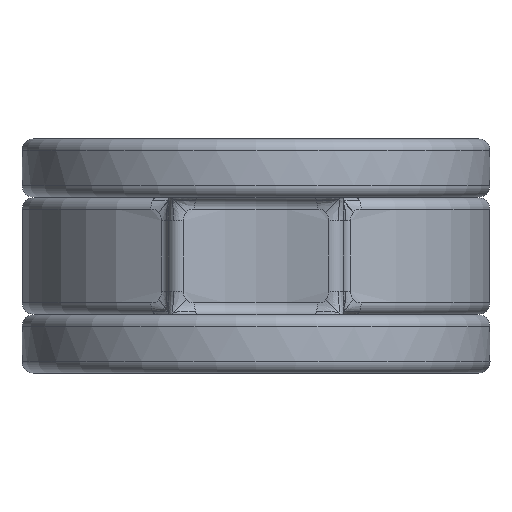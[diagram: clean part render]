
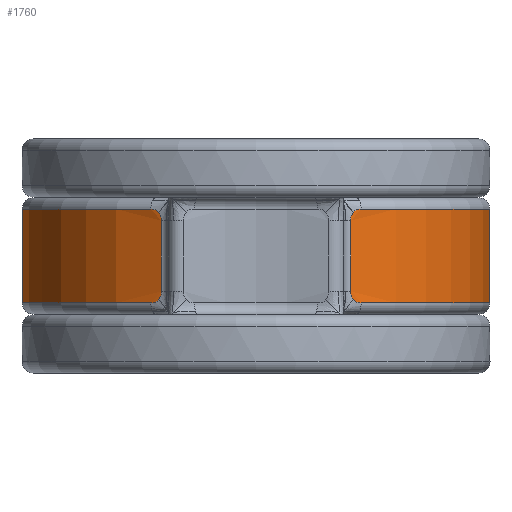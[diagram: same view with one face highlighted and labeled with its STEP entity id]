
A CAD part, left-side view. The second image highlights one B-rep face of the part: STEP entity #1760.
In plain terms, the highlighted cylindrical face has radius 40 mm (diameter 80 mm), a partial arc.
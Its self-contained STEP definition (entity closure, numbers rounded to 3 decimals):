
#66=LINE('',#8370,#98);
#70=LINE('',#8382,#102);
#98=VECTOR('',#2298,10.);
#102=VECTOR('',#2318,10.);
#120=CYLINDRICAL_SURFACE('',#1944,40.);
#232=FACE_OUTER_BOUND('',#346,.T.);
#346=EDGE_LOOP('',(#1489,#1490,#1491,#1492,#1493,#1494,#1495,#1496,#1497,
#1498,#1499,#1500));
#443=CIRCLE('',#1867,40.);
#484=CIRCLE('',#1932,40.);
#540=B_SPLINE_CURVE_WITH_KNOTS('',3,(#4928,#4929,#4930,#4931,#4932,#4933,
#4934),.UNSPECIFIED.,.F.,.F.,(4,3,4),(0.5,0.782,
1.),.UNSPECIFIED.);
#566=B_SPLINE_CURVE_WITH_KNOTS('',3,(#6219,#6220,#6221,#6222,#6223,#6224,
#6225),.UNSPECIFIED.,.F.,.F.,(4,3,4),(0.5,0.785,
1.),.UNSPECIFIED.);
#579=B_SPLINE_CURVE_WITH_KNOTS('',3,(#6913,#6914,#6915,#6916,#6917,#6918,
#6919),.UNSPECIFIED.,.F.,.F.,(4,3,4),(0.5,0.785,1.),
 .UNSPECIFIED.);
#592=B_SPLINE_CURVE_WITH_KNOTS('',3,(#7510,#7511,#7512,#7513,#7514,#7515,
#7516),.UNSPECIFIED.,.F.,.F.,(4,3,4),(0.5,0.782,
1.),.UNSPECIFIED.);
#593=B_SPLINE_CURVE_WITH_KNOTS('',3,(#7611,#7612,#7613,#7614,#7615,#7616,
#7617),.UNSPECIFIED.,.F.,.F.,(4,3,4),(0.,0.357,0.5),
 .UNSPECIFIED.);
#594=B_SPLINE_CURVE_WITH_KNOTS('',3,(#7720,#7721,#7722,#7723,#7724,#7725,
#7726),.UNSPECIFIED.,.F.,.F.,(4,3,4),(0.,0.362,0.5),
 .UNSPECIFIED.);
#595=B_SPLINE_CURVE_WITH_KNOTS('',3,(#7816,#7817,#7818,#7819,#7820,#7821,
#7822),.UNSPECIFIED.,.F.,.F.,(4,3,4),(0.,0.362,0.5),
 .UNSPECIFIED.);
#597=B_SPLINE_CURVE_WITH_KNOTS('',3,(#8017,#8018,#8019,#8020,#8021,#8022,
#8023),.UNSPECIFIED.,.F.,.F.,(4,3,4),(0.,0.357,0.5),
 .UNSPECIFIED.);
#663=VERTEX_POINT('',#4920);
#664=VERTEX_POINT('',#4927);
#695=VERTEX_POINT('',#6211);
#696=VERTEX_POINT('',#6218);
#711=VERTEX_POINT('',#6905);
#712=VERTEX_POINT('',#6912);
#727=VERTEX_POINT('',#7502);
#728=VERTEX_POINT('',#7509);
#732=VERTEX_POINT('',#7609);
#740=VERTEX_POINT('',#7718);
#741=VERTEX_POINT('',#7814);
#747=VERTEX_POINT('',#8015);
#851=EDGE_CURVE('',#663,#664,#540,.T.);
#895=EDGE_CURVE('',#695,#696,#566,.T.);
#917=EDGE_CURVE('',#711,#712,#579,.T.);
#939=EDGE_CURVE('',#727,#728,#592,.T.);
#945=EDGE_CURVE('',#732,#727,#593,.T.);
#958=EDGE_CURVE('',#740,#711,#594,.T.);
#963=EDGE_CURVE('',#728,#740,#443,.T.);
#966=EDGE_CURVE('',#741,#695,#595,.T.);
#978=EDGE_CURVE('',#747,#663,#597,.T.);
#1030=EDGE_CURVE('',#712,#747,#66,.T.);
#1032=EDGE_CURVE('',#664,#741,#484,.T.);
#1038=EDGE_CURVE('',#696,#732,#70,.T.);
#1489=ORIENTED_EDGE('',*,*,#978,.F.);
#1490=ORIENTED_EDGE('',*,*,#1030,.F.);
#1491=ORIENTED_EDGE('',*,*,#917,.F.);
#1492=ORIENTED_EDGE('',*,*,#958,.F.);
#1493=ORIENTED_EDGE('',*,*,#963,.F.);
#1494=ORIENTED_EDGE('',*,*,#939,.F.);
#1495=ORIENTED_EDGE('',*,*,#945,.F.);
#1496=ORIENTED_EDGE('',*,*,#1038,.F.);
#1497=ORIENTED_EDGE('',*,*,#895,.F.);
#1498=ORIENTED_EDGE('',*,*,#966,.F.);
#1499=ORIENTED_EDGE('',*,*,#1032,.F.);
#1500=ORIENTED_EDGE('',*,*,#851,.F.);
#1760=ADVANCED_FACE('',(#232),#120,.T.);
#1867=AXIS2_PLACEMENT_3D('',#7734,#2151,#2152);
#1932=AXIS2_PLACEMENT_3D('',#8373,#2303,#2304);
#1944=AXIS2_PLACEMENT_3D('',#8389,#2331,#2332);
#2151=DIRECTION('center_axis',(0.,0.,1.));
#2152=DIRECTION('ref_axis',(1.,0.,0.));
#2298=DIRECTION('',(0.,0.,-1.));
#2303=DIRECTION('center_axis',(0.,0.,-1.));
#2304=DIRECTION('ref_axis',(1.,0.,0.));
#2318=DIRECTION('',(0.,0.,1.));
#2331=DIRECTION('center_axis',(0.,0.,-1.));
#2332=DIRECTION('ref_axis',(-1.,0.,0.));
#4920=CARTESIAN_POINT('',(138.635,16.661,-7.484));
#4927=CARTESIAN_POINT('',(139.259,17.96,-8.));
#4928=CARTESIAN_POINT('Ctrl Pts',(138.635,16.661,-7.484));
#4929=CARTESIAN_POINT('Ctrl Pts',(138.728,16.865,-7.709));
#4930=CARTESIAN_POINT('Ctrl Pts',(138.851,17.128,-7.867));
#4931=CARTESIAN_POINT('Ctrl Pts',(138.976,17.386,-7.939));
#4932=CARTESIAN_POINT('Ctrl Pts',(139.072,17.585,-7.995));
#4933=CARTESIAN_POINT('Ctrl Pts',(139.169,17.781,-8.));
#4934=CARTESIAN_POINT('Ctrl Pts',(139.259,17.96,-8.));
#6211=CARTESIAN_POINT('',(138.635,-16.661,-7.484));
#6218=CARTESIAN_POINT('',(138.423,-16.19,-6.042));
#6219=CARTESIAN_POINT('Ctrl Pts',(138.635,-16.661,-7.484));
#6220=CARTESIAN_POINT('Ctrl Pts',(138.541,-16.455,-7.258));
#6221=CARTESIAN_POINT('Ctrl Pts',(138.476,-16.309,-6.964));
#6222=CARTESIAN_POINT('Ctrl Pts',(138.447,-16.244,-6.676));
#6223=CARTESIAN_POINT('Ctrl Pts',(138.425,-16.195,-6.457));
#6224=CARTESIAN_POINT('Ctrl Pts',(138.423,-16.19,-6.241));
#6225=CARTESIAN_POINT('Ctrl Pts',(138.423,-16.19,-6.042));
#6905=CARTESIAN_POINT('',(138.635,16.661,7.484));
#6912=CARTESIAN_POINT('',(138.423,16.19,6.042));
#6913=CARTESIAN_POINT('Ctrl Pts',(138.635,16.661,7.484));
#6914=CARTESIAN_POINT('Ctrl Pts',(138.541,16.455,7.258));
#6915=CARTESIAN_POINT('Ctrl Pts',(138.476,16.309,6.964));
#6916=CARTESIAN_POINT('Ctrl Pts',(138.447,16.244,6.676));
#6917=CARTESIAN_POINT('Ctrl Pts',(138.425,16.195,6.457));
#6918=CARTESIAN_POINT('Ctrl Pts',(138.423,16.19,6.241));
#6919=CARTESIAN_POINT('Ctrl Pts',(138.423,16.19,6.042));
#7502=CARTESIAN_POINT('',(138.635,-16.661,7.484));
#7509=CARTESIAN_POINT('',(139.259,-17.96,8.));
#7510=CARTESIAN_POINT('Ctrl Pts',(138.635,-16.661,7.484));
#7511=CARTESIAN_POINT('Ctrl Pts',(138.728,-16.865,7.709));
#7512=CARTESIAN_POINT('Ctrl Pts',(138.851,-17.128,7.867));
#7513=CARTESIAN_POINT('Ctrl Pts',(138.976,-17.386,7.939));
#7514=CARTESIAN_POINT('Ctrl Pts',(139.072,-17.585,7.995));
#7515=CARTESIAN_POINT('Ctrl Pts',(139.169,-17.781,8.));
#7516=CARTESIAN_POINT('Ctrl Pts',(139.259,-17.96,8.));
#7609=CARTESIAN_POINT('',(138.423,-16.19,6.042));
#7611=CARTESIAN_POINT('Ctrl Pts',(138.423,-16.19,6.042));
#7612=CARTESIAN_POINT('Ctrl Pts',(138.423,-16.19,6.372));
#7613=CARTESIAN_POINT('Ctrl Pts',(138.437,-16.223,6.758));
#7614=CARTESIAN_POINT('Ctrl Pts',(138.516,-16.398,7.104));
#7615=CARTESIAN_POINT('Ctrl Pts',(138.547,-16.468,7.242));
#7616=CARTESIAN_POINT('Ctrl Pts',(138.588,-16.557,7.371));
#7617=CARTESIAN_POINT('Ctrl Pts',(138.635,-16.661,7.484));
#7718=CARTESIAN_POINT('',(139.259,17.96,8.));
#7720=CARTESIAN_POINT('Ctrl Pts',(139.259,17.96,8.));
#7721=CARTESIAN_POINT('Ctrl Pts',(139.109,17.662,8.));
#7722=CARTESIAN_POINT('Ctrl Pts',(138.937,17.308,7.963));
#7723=CARTESIAN_POINT('Ctrl Pts',(138.789,16.993,7.765));
#7724=CARTESIAN_POINT('Ctrl Pts',(138.733,16.873,7.689));
#7725=CARTESIAN_POINT('Ctrl Pts',(138.681,16.761,7.594));
#7726=CARTESIAN_POINT('Ctrl Pts',(138.635,16.661,7.484));
#7734=CARTESIAN_POINT('Origin',(175.,0.,8.));
#7814=CARTESIAN_POINT('',(139.259,-17.96,-8.));
#7816=CARTESIAN_POINT('Ctrl Pts',(139.259,-17.96,-8.));
#7817=CARTESIAN_POINT('Ctrl Pts',(139.109,-17.662,-8.));
#7818=CARTESIAN_POINT('Ctrl Pts',(138.937,-17.308,-7.963));
#7819=CARTESIAN_POINT('Ctrl Pts',(138.789,-16.993,-7.765));
#7820=CARTESIAN_POINT('Ctrl Pts',(138.733,-16.873,-7.689));
#7821=CARTESIAN_POINT('Ctrl Pts',(138.681,-16.761,-7.594));
#7822=CARTESIAN_POINT('Ctrl Pts',(138.635,-16.661,-7.484));
#8015=CARTESIAN_POINT('',(138.423,16.19,-6.042));
#8017=CARTESIAN_POINT('Ctrl Pts',(138.423,16.19,-6.042));
#8018=CARTESIAN_POINT('Ctrl Pts',(138.423,16.19,-6.372));
#8019=CARTESIAN_POINT('Ctrl Pts',(138.437,16.223,-6.758));
#8020=CARTESIAN_POINT('Ctrl Pts',(138.516,16.398,-7.104));
#8021=CARTESIAN_POINT('Ctrl Pts',(138.547,16.468,-7.242));
#8022=CARTESIAN_POINT('Ctrl Pts',(138.588,16.557,-7.371));
#8023=CARTESIAN_POINT('Ctrl Pts',(138.635,16.661,-7.484));
#8370=CARTESIAN_POINT('',(138.423,16.19,10.));
#8373=CARTESIAN_POINT('Origin',(175.,0.,-8.));
#8382=CARTESIAN_POINT('',(138.423,-16.19,10.));
#8389=CARTESIAN_POINT('Origin',(175.,0.,10.));
